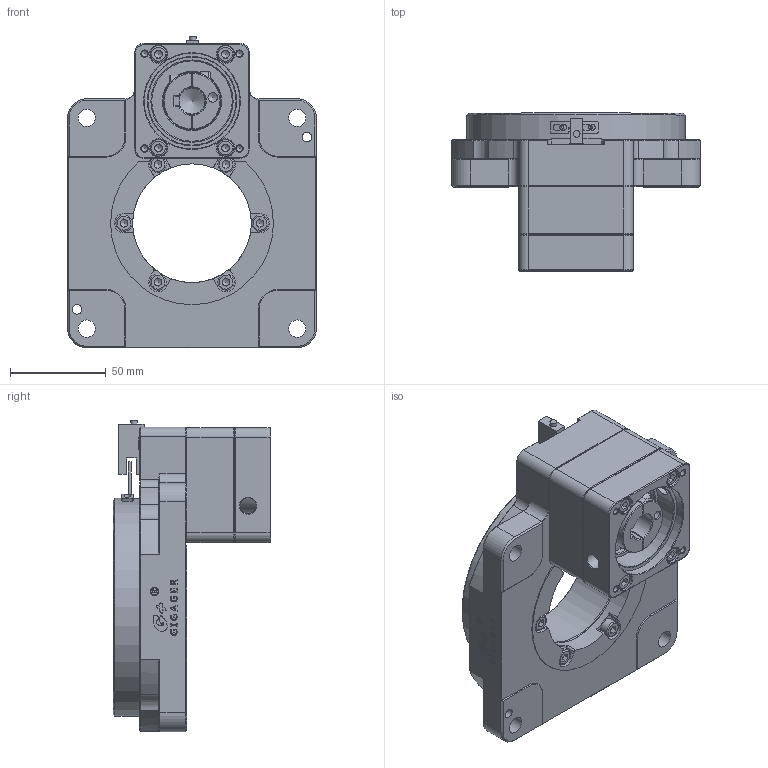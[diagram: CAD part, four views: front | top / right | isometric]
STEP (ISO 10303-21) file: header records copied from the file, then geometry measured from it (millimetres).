
FILE_DESCRIPTION (( 'STEP AP203' ), '1' );
FILE_NAME ('GSN130-10K-SV1-010W.step', '2021-06-01T02:20:24', ( 'Microsoft' ), ( 'Microsoft' ), 'SwSTEP 2.0', 'SolidWorks 2019', '' );
FILE_SCHEMA (( 'CONFIG_CONTROL_DESIGN' ));
Length unit declared in the file: millimetre
Products named in the file (1): GSN130-10K-SV1-010W
Bounding box: 130 x 82.5 x 162.65 mm (x, y, z)
Volume: 483267 mm3; surface area: 148162.4 mm2
Topology: 19 solids, 19 shells, 972 faces, 2403 edges, 1523 vertices
Faces by surface type: plane 451, cylinder 233, cone 151, bspline 107, torus 30
Full cylindrical faces by diameter (mm): 1.5 x1, 2.05 x2, 2.5 x2, 3.3 x8, 3.5 x1, 3.752 x1, 4.2 x15, 4.369 x1, 5 x18, 5.5 x11, 6.5 x4, 8.5 x13, 9 x8, 10 x4, 14.145 x1, 18 x1, 19.6 x1, 30 x3, 35 x1, 42 x1, 45 x2, 46 x1, 50 x2, 62 x2, 70 x1, 80 x2, 84 x1, 85 x1, 90 x1, 114 x2
Entity records: 30224 total; most frequent: CARTESIAN_POINT 8868, DIRECTION 4212, ORIENTED_EDGE 4168, EDGE_CURVE 2084, AXIS2_PLACEMENT_3D 1564, VERTEX_POINT 1444, EDGE_LOOP 1342, FACE_OUTER_BOUND 1106
